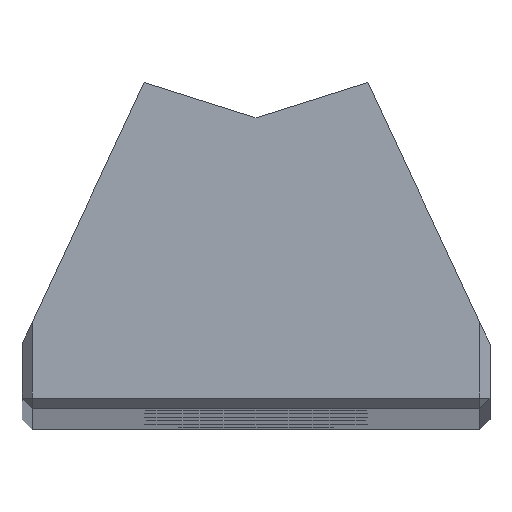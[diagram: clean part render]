
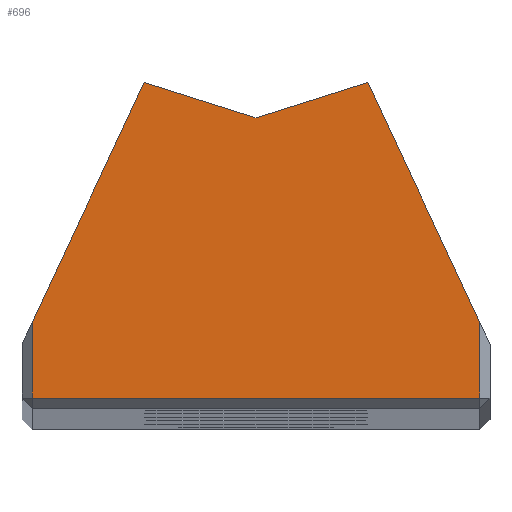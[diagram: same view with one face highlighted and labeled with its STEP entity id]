
A CAD part, top view. The second image highlights one B-rep face of the part: STEP entity #696.
In plain terms, the highlighted planar face has unit normal (0, 0, 1).
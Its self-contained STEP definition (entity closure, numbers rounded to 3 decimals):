
#46=PLANE('',#785);
#85=FACE_OUTER_BOUND('',#124,.T.);
#124=EDGE_LOOP('',(#599,#600,#601,#602,#603,#604,#605));
#180=LINE('',#1097,#249);
#185=LINE('',#1105,#254);
#205=LINE('',#1148,#274);
#209=LINE('',#1156,#278);
#215=LINE('',#1166,#284);
#224=LINE('',#1183,#293);
#225=LINE('',#1184,#294);
#249=VECTOR('',#897,10.);
#254=VECTOR('',#906,10.);
#274=VECTOR('',#946,10.);
#278=VECTOR('',#954,10.);
#284=VECTOR('',#964,10.);
#293=VECTOR('',#981,10.);
#294=VECTOR('',#982,10.);
#338=VERTEX_POINT('',#1094);
#339=VERTEX_POINT('',#1096);
#340=VERTEX_POINT('',#1103);
#350=VERTEX_POINT('',#1136);
#352=VERTEX_POINT('',#1141);
#355=VERTEX_POINT('',#1154);
#356=VERTEX_POINT('',#1162);
#410=EDGE_CURVE('',#338,#339,#180,.T.);
#415=EDGE_CURVE('',#340,#338,#185,.T.);
#435=EDGE_CURVE('',#352,#350,#205,.T.);
#439=EDGE_CURVE('',#355,#352,#209,.T.);
#445=EDGE_CURVE('',#350,#356,#215,.T.);
#454=EDGE_CURVE('',#339,#355,#224,.T.);
#455=EDGE_CURVE('',#356,#340,#225,.T.);
#599=ORIENTED_EDGE('',*,*,#445,.F.);
#600=ORIENTED_EDGE('',*,*,#435,.F.);
#601=ORIENTED_EDGE('',*,*,#439,.F.);
#602=ORIENTED_EDGE('',*,*,#454,.F.);
#603=ORIENTED_EDGE('',*,*,#410,.F.);
#604=ORIENTED_EDGE('',*,*,#415,.F.);
#605=ORIENTED_EDGE('',*,*,#455,.F.);
#696=ADVANCED_FACE('',(#85),#46,.T.);
#785=AXIS2_PLACEMENT_3D('',#1182,#979,#980);
#897=DIRECTION('',(0.954,0.301,0.));
#906=DIRECTION('',(0.954,-0.301,0.));
#946=DIRECTION('',(-1.,0.,0.));
#954=DIRECTION('',(0.,-1.,0.));
#964=DIRECTION('',(0.,1.,0.));
#979=DIRECTION('center_axis',(0.,0.,1.));
#980=DIRECTION('ref_axis',(1.,0.,0.));
#981=DIRECTION('',(0.423,-0.906,0.));
#982=DIRECTION('',(0.423,0.906,0.));
#1094=CARTESIAN_POINT('',(0.,-8.228,599.5));
#1096=CARTESIAN_POINT('',(5.5,-6.494,599.5));
#1097=CARTESIAN_POINT('',(5.5,-6.494,599.5));
#1103=CARTESIAN_POINT('',(-5.5,-6.494,599.5));
#1105=CARTESIAN_POINT('',(0.,-8.228,599.5));
#1136=CARTESIAN_POINT('',(-11.,-22.,599.5));
#1141=CARTESIAN_POINT('',(11.,-22.,599.5));
#1148=CARTESIAN_POINT('',(5.75,-22.,599.5));
#1154=CARTESIAN_POINT('',(11.,-18.289,599.5));
#1156=CARTESIAN_POINT('',(11.,-17.634,599.5));
#1162=CARTESIAN_POINT('',(-11.,-18.289,599.5));
#1166=CARTESIAN_POINT('',(-11.,-19.204,599.5));
#1182=CARTESIAN_POINT('Origin',(0.,-15.907,
599.5));
#1183=CARTESIAN_POINT('',(11.5,-19.361,599.5));
#1184=CARTESIAN_POINT('',(-5.5,-6.494,599.5));
